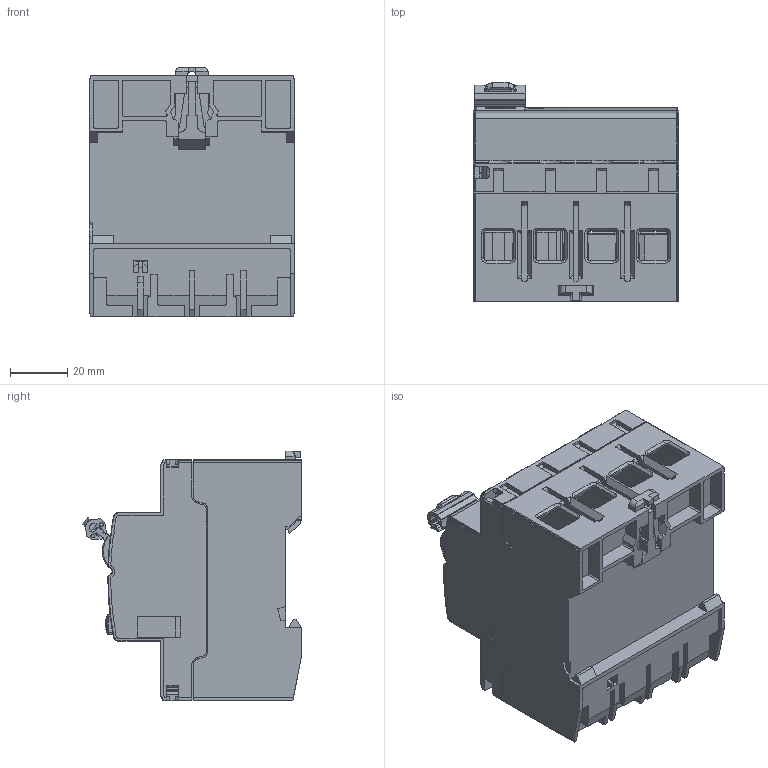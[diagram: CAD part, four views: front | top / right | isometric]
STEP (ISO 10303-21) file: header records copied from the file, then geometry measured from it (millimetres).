
FILE_DESCRIPTION(/* description */ (''),/* implementation_level */ '2;1');
FILE_NAME(/* name */ '1716r.stp',/* time_stamp */ '2021-01-22T16:08:22+08:00',/* author */ (''),/* organization */ (''),/* preprocessor_version */ 'ST-DEVELOPER v14',/* originating_system */ 'SIEMENS PLM Software NX 8.0',/* authorisation */ '');
FILE_SCHEMA (('AP203_CONFIGURATION_CONTROLLED_3D_DESIGN_OF_MECHANICAL_PARTS_AND_ASSEMBLIES_MIM_LF { 1 0 10303 403 2 1 2}'));
Products named in the file (1): JS490B78245Dbt74
Bounding box: 71.6 x 76.28 x 87.05 mm (x, y, z)
Volume: 75864.9 mm3; surface area: 111761.3 mm2
Topology: 13 solids, 13 shells, 4577 faces, 13034 edges, 8538 vertices
Faces by surface type: plane 3418, cylinder 755, cone 128, extrusion 120, torus 91, bspline 34, sphere 31
Entity records: 151663 total; most frequent: CARTESIAN_POINT 31850, ORIENTED_EDGE 25994, DIRECTION 23484, EDGE_CURVE 12997, VECTOR 10286, LINE 10166, VERTEX_POINT 8538, AXIS2_PLACEMENT_3D 6599
